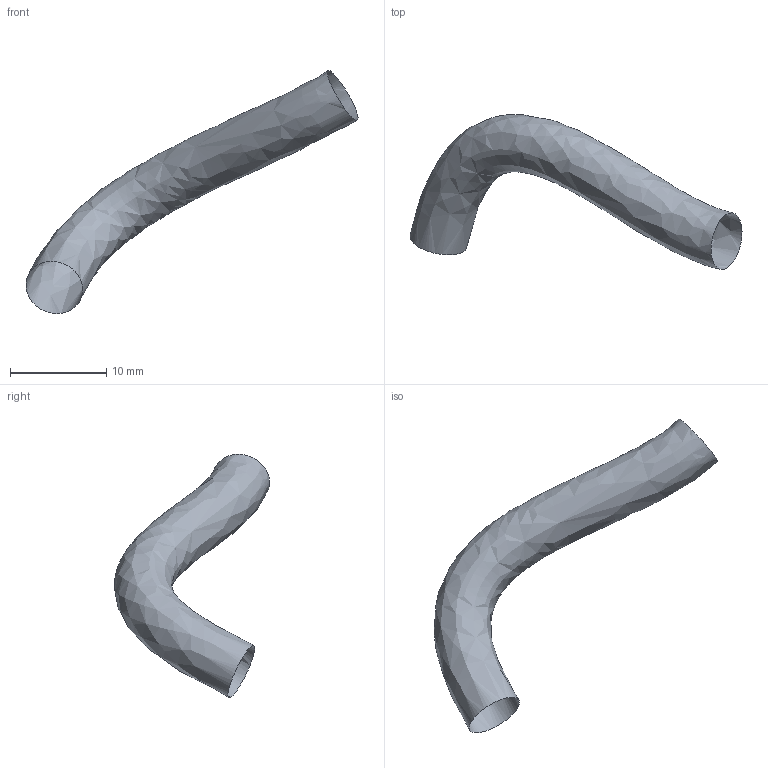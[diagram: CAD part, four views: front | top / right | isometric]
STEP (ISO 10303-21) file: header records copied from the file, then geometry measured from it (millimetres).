
FILE_DESCRIPTION(('Open CASCADE Model'),'2;1');
FILE_NAME('Open CASCADE Shape Model','2025-11-01T22:27:56',('Author'),( 'Open CASCADE'),'Open CASCADE STEP processor 7.8','Open CASCADE 7.8' ,'Unknown');
FILE_SCHEMA(('AUTOMOTIVE_DESIGN { 1 0 10303 214 1 1 1 1 }'));
Length unit declared in the file: millimetre
Products named in the file (1): Open CASCADE STEP translator 7.8 1
Bounding box: 34.55 x 16.16 x 25.31 mm (x, y, z)
Surface area: 821.9 mm2 (no closed solid volume)
Topology: 0 solids, 1 shells, 1 faces, 3 edges, 2 vertices
Faces by surface type: bspline 1
Entity records: 312 total; most frequent: CARTESIAN_POINT 262, DIRECTION 5, ORIENTED_EDGE 4, PCURVE 4, DEFINITIONAL_REPRESENTATION 4, EDGE_CURVE 3, LINE 3, VECTOR 3
